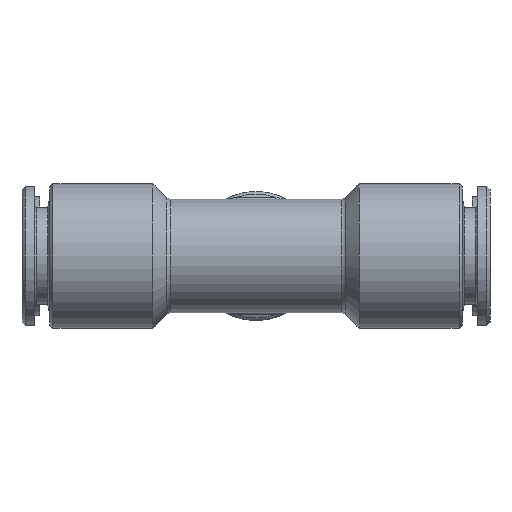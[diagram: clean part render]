
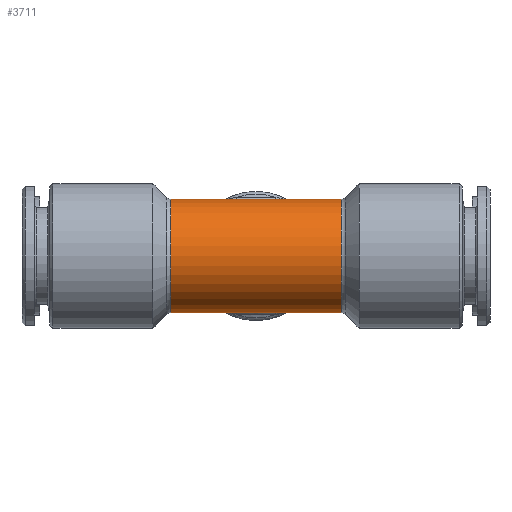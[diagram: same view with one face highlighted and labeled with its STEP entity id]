
A CAD part, front view. The second image highlights one B-rep face of the part: STEP entity #3711.
In plain terms, the highlighted cylindrical face has radius 5.5 mm (diameter 11 mm), a partial arc.
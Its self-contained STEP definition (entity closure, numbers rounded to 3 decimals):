
#3711 = ADVANCED_FACE ( 'NONE', ( #5529 ), #5528, .T. ) ;
#3718 = VERTEX_POINT ( 'NONE', #5657 ) ;
#3719 = VERTEX_POINT ( 'NONE', #5656 ) ;
#3725 = EDGE_LOOP ( 'NONE', ( #3726, #3728, #3778, #3779 ) ) ;
#3726 = ORIENTED_EDGE ( 'NONE', *, *, #3727, .T. ) ;
#3727 = EDGE_CURVE ( 'NONE', #3761, #3734, #5646, .T. ) ;
#3728 = ORIENTED_EDGE ( 'NONE', *, *, #3729, .T. ) ;
#3729 = EDGE_CURVE ( 'NONE', #3734, #3719, #5638, .T. ) ;
#3734 = VERTEX_POINT ( 'NONE', #5476 ) ;
#3761 = VERTEX_POINT ( 'NONE', #5587 ) ;
#3777 = EDGE_CURVE ( 'NONE', #3718, #3719, #5624, .T. ) ;
#3778 = ORIENTED_EDGE ( 'NONE', *, *, #3777, .F. ) ;
#3779 = ORIENTED_EDGE ( 'NONE', *, *, #3780, .F. ) ;
#3780 = EDGE_CURVE ( 'NONE', #3761, #3718, #5620, .T. ) ;
#5476 = CARTESIAN_POINT ( 'NONE',  ( -8.293, -9., -5.5 ) ) ;
#5527 = CARTESIAN_POINT ( 'NONE',  ( 0., -9., 0. ) ) ;
#5528 = CYLINDRICAL_SURFACE ( 'NONE', #5567, 5.5 ) ;
#5529 = FACE_OUTER_BOUND ( 'NONE', #3725, .T. ) ;
#5565 = DIRECTION ( 'NONE',  ( 0., 0., 1. ) ) ;
#5566 = DIRECTION ( 'NONE',  ( 1., 0., 0. ) ) ;
#5567 = AXIS2_PLACEMENT_3D ( 'NONE', #5527, #5566, #5565 ) ;
#5587 = CARTESIAN_POINT ( 'NONE',  ( -8.293, -9., 5.5 ) ) ;
#5617 = DIRECTION ( 'NONE',  ( 1., 0., 0. ) ) ;
#5618 = VECTOR ( 'NONE', #5617, 1000. ) ;
#5619 = CARTESIAN_POINT ( 'NONE',  ( 0., -9., 5.5 ) ) ;
#5620 = LINE ( 'NONE', #5619, #5618 ) ;
#5621 = DIRECTION ( 'NONE',  ( 0., 0., 1. ) ) ;
#5622 = DIRECTION ( 'NONE',  ( 1., 0., 0. ) ) ;
#5623 = AXIS2_PLACEMENT_3D ( 'NONE', #5630, #5622, #5621 ) ;
#5624 = CIRCLE ( 'NONE', #5623, 5.5 ) ;
#5630 = CARTESIAN_POINT ( 'NONE',  ( 8.293, -9., 0. ) ) ;
#5635 = DIRECTION ( 'NONE',  ( 1., 0., 0. ) ) ;
#5636 = VECTOR ( 'NONE', #5635, 1000. ) ;
#5637 = CARTESIAN_POINT ( 'NONE',  ( 0., -9., -5.5 ) ) ;
#5638 = LINE ( 'NONE', #5637, #5636 ) ;
#5639 = DIRECTION ( 'NONE',  ( 0., 0., 1. ) ) ;
#5640 = DIRECTION ( 'NONE',  ( 1., 0., 0. ) ) ;
#5641 = CARTESIAN_POINT ( 'NONE',  ( -8.293, -9., 0. ) ) ;
#5642 = AXIS2_PLACEMENT_3D ( 'NONE', #5641, #5640, #5639 ) ;
#5646 = CIRCLE ( 'NONE', #5642, 5.5 ) ;
#5656 = CARTESIAN_POINT ( 'NONE',  ( 8.293, -9., -5.5 ) ) ;
#5657 = CARTESIAN_POINT ( 'NONE',  ( 8.293, -9., 5.5 ) ) ;
